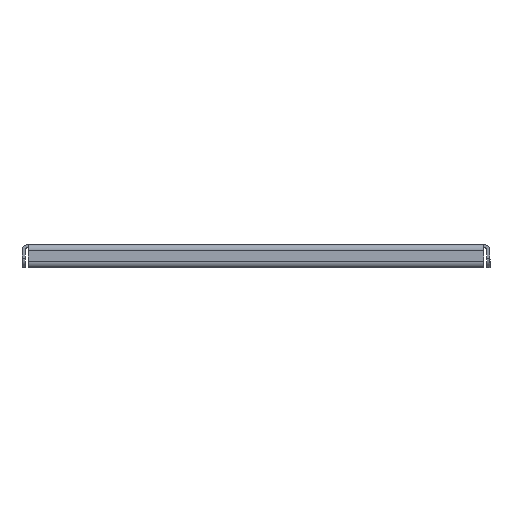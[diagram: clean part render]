
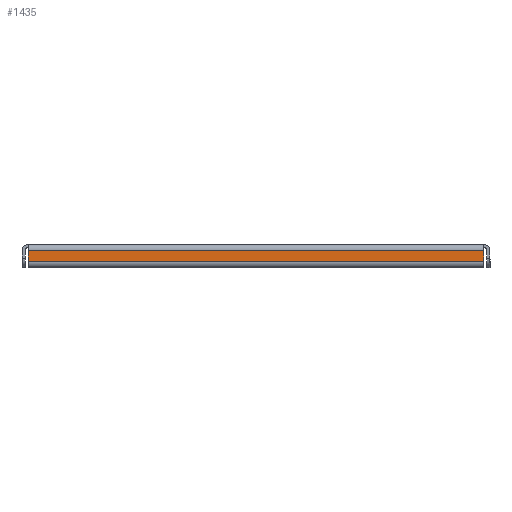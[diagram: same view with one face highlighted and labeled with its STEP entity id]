
A CAD part, front view. The second image highlights one B-rep face of the part: STEP entity #1435.
In plain terms, the highlighted planar face has unit normal (0, -1, 0).
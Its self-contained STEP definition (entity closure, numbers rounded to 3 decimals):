
#41 = CARTESIAN_POINT ( 'NONE',  ( 145.5, -400., -4. ) ) ;
#118 = FACE_OUTER_BOUND ( 'NONE', #2332, .T. ) ;
#120 = EDGE_CURVE ( 'NONE', #1177, #307, #2980, .T. ) ;
#141 = DIRECTION ( 'NONE',  ( 0., 0., -1. ) ) ;
#262 = VECTOR ( 'NONE', #771, 1000. ) ;
#307 = VERTEX_POINT ( 'NONE', #1113 ) ;
#537 = PLANE ( 'NONE',  #1764 ) ;
#559 = LINE ( 'NONE', #2390, #262 ) ;
#628 = EDGE_CURVE ( 'NONE', #2325, #307, #1259, .T. ) ;
#684 = EDGE_CURVE ( 'NONE', #2312, #2325, #1573, .T. ) ;
#771 = DIRECTION ( 'NONE',  ( 0., 0., 1. ) ) ;
#789 = DIRECTION ( 'NONE',  ( 0., 1., 0. ) ) ;
#850 = ORIENTED_EDGE ( 'NONE', *, *, #628, .F. ) ;
#852 = CARTESIAN_POINT ( 'NONE',  ( 145.5, -400., -2. ) ) ;
#973 = ORIENTED_EDGE ( 'NONE', *, *, #684, .F. ) ;
#1017 = DIRECTION ( 'NONE',  ( 0., 0., 1. ) ) ;
#1105 = CARTESIAN_POINT ( 'NONE',  ( 145.5, -400., -4. ) ) ;
#1113 = CARTESIAN_POINT ( 'NONE',  ( 145.5, -400., -11. ) ) ;
#1146 = DIRECTION ( 'NONE',  ( 1., 0., 0. ) ) ;
#1177 = VERTEX_POINT ( 'NONE', #1418 ) ;
#1192 = EDGE_CURVE ( 'NONE', #1177, #2312, #559, .T. ) ;
#1239 = CARTESIAN_POINT ( 'NONE',  ( 0., -400., 0. ) ) ;
#1259 = LINE ( 'NONE', #852, #1387 ) ;
#1387 = VECTOR ( 'NONE', #141, 1000. ) ;
#1418 = CARTESIAN_POINT ( 'NONE',  ( -145.5, -400., -11. ) ) ;
#1435 = ADVANCED_FACE ( 'NONE', ( #118 ), #537, .F. ) ;
#1573 = LINE ( 'NONE', #1105, #2394 ) ;
#1620 = CARTESIAN_POINT ( 'NONE',  ( -145.5, -400., -11. ) ) ;
#1750 = ORIENTED_EDGE ( 'NONE', *, *, #1192, .F. ) ;
#1764 = AXIS2_PLACEMENT_3D ( 'NONE', #1239, #789, #1017 ) ;
#2104 = VECTOR ( 'NONE', #2529, 1000. ) ;
#2312 = VERTEX_POINT ( 'NONE', #2408 ) ;
#2325 = VERTEX_POINT ( 'NONE', #41 ) ;
#2332 = EDGE_LOOP ( 'NONE', ( #2620, #850, #973, #1750 ) ) ;
#2390 = CARTESIAN_POINT ( 'NONE',  ( -145.5, -400., -15. ) ) ;
#2394 = VECTOR ( 'NONE', #1146, 1000. ) ;
#2408 = CARTESIAN_POINT ( 'NONE',  ( -145.5, -400., -4. ) ) ;
#2529 = DIRECTION ( 'NONE',  ( 1., 0., 0. ) ) ;
#2620 = ORIENTED_EDGE ( 'NONE', *, *, #120, .T. ) ;
#2980 = LINE ( 'NONE', #1620, #2104 ) ;
